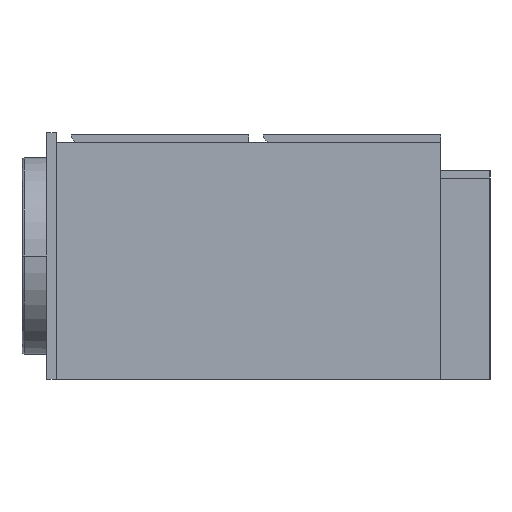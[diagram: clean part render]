
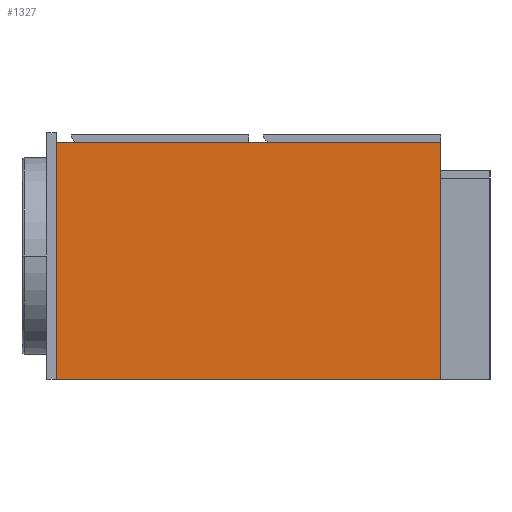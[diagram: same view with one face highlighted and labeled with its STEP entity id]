
A CAD part, left-side view. The second image highlights one B-rep face of the part: STEP entity #1327.
In plain terms, the highlighted planar face has unit normal (-1, 0, 0).
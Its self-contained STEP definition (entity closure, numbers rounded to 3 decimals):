
#1 = VECTOR ( 'NONE', #2256, 1000. ) ;
#123 = DIRECTION ( 'NONE',  ( 0., -1., 0. ) ) ;
#232 = DIRECTION ( 'NONE',  ( 0., 0., -1. ) ) ;
#485 = CARTESIAN_POINT ( 'NONE',  ( -594., -390., 0. ) ) ;
#544 = CARTESIAN_POINT ( 'NONE',  ( -594., -390., 480. ) ) ;
#556 = LINE ( 'NONE', #2612, #2634 ) ;
#645 = VECTOR ( 'NONE', #123, 1000. ) ;
#679 = EDGE_CURVE ( 'NONE', #1614, #2495, #1802, .T. ) ;
#755 = LINE ( 'NONE', #1573, #645 ) ;
#768 = CARTESIAN_POINT ( 'NONE',  ( -594., 390., 480. ) ) ;
#780 = AXIS2_PLACEMENT_3D ( 'NONE', #1662, #884, #232 ) ;
#809 = CARTESIAN_POINT ( 'NONE',  ( -594., -390., 480. ) ) ;
#877 = VECTOR ( 'NONE', #1832, 1000. ) ;
#884 = DIRECTION ( 'NONE',  ( 1., 0., 0. ) ) ;
#999 = CARTESIAN_POINT ( 'NONE',  ( -594., 390., 480. ) ) ;
#1026 = EDGE_CURVE ( 'NONE', #1579, #1445, #1308, .T. ) ;
#1308 = LINE ( 'NONE', #809, #1 ) ;
#1327 = ADVANCED_FACE ( 'NONE', ( #2064 ), #2269, .F. ) ;
#1356 = ORIENTED_EDGE ( 'NONE', *, *, #679, .T. ) ;
#1365 = DIRECTION ( 'NONE',  ( 0., -1., 0. ) ) ;
#1445 = VERTEX_POINT ( 'NONE', #485 ) ;
#1499 = EDGE_LOOP ( 'NONE', ( #1917, #2252, #2675, #1356 ) ) ;
#1569 = EDGE_CURVE ( 'NONE', #2495, #1445, #556, .T. ) ;
#1573 = CARTESIAN_POINT ( 'NONE',  ( -594., -390., 480. ) ) ;
#1579 = VERTEX_POINT ( 'NONE', #544 ) ;
#1614 = VERTEX_POINT ( 'NONE', #768 ) ;
#1662 = CARTESIAN_POINT ( 'NONE',  ( -594., -390., 480. ) ) ;
#1802 = LINE ( 'NONE', #999, #877 ) ;
#1832 = DIRECTION ( 'NONE',  ( 0., 0., -1. ) ) ;
#1917 = ORIENTED_EDGE ( 'NONE', *, *, #1569, .T. ) ;
#1974 = EDGE_CURVE ( 'NONE', #1614, #1579, #755, .T. ) ;
#2064 = FACE_OUTER_BOUND ( 'NONE', #1499, .T. ) ;
#2252 = ORIENTED_EDGE ( 'NONE', *, *, #1026, .F. ) ;
#2256 = DIRECTION ( 'NONE',  ( 0., 0., -1. ) ) ;
#2269 = PLANE ( 'NONE',  #780 ) ;
#2495 = VERTEX_POINT ( 'NONE', #2647 ) ;
#2612 = CARTESIAN_POINT ( 'NONE',  ( -594., -390., 0. ) ) ;
#2634 = VECTOR ( 'NONE', #1365, 1000. ) ;
#2647 = CARTESIAN_POINT ( 'NONE',  ( -594., 390., 0. ) ) ;
#2675 = ORIENTED_EDGE ( 'NONE', *, *, #1974, .F. ) ;
